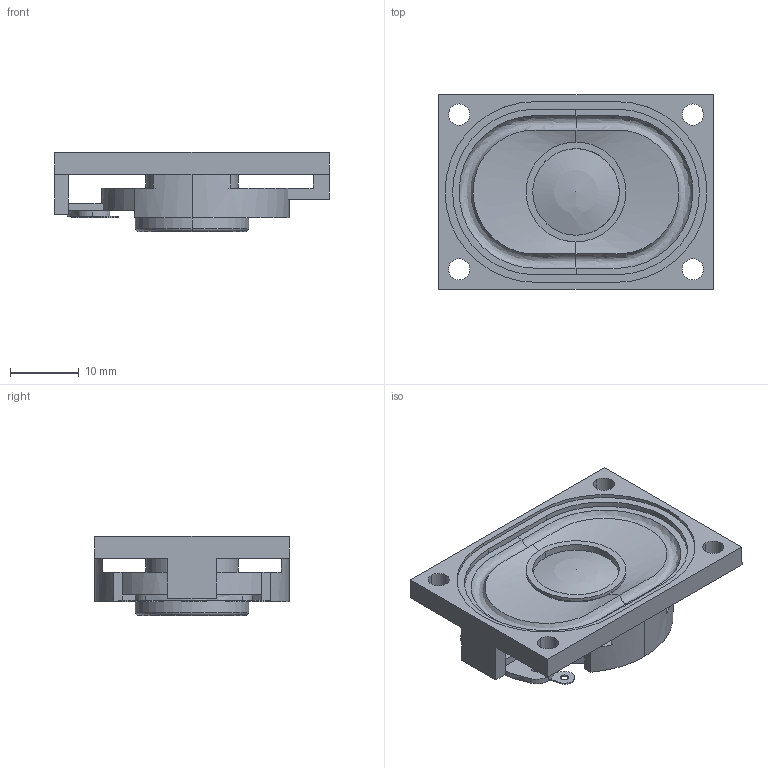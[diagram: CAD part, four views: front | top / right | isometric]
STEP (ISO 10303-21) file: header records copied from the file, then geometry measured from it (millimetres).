
FILE_DESCRIPTION (( 'STEP AP203' ), '1' );
FILE_NAME ('CUI_DEVICES_CMS-402811-28SP.step', '2020-08-25T13:10:00', ( '' ), ( '' ), 'SwSTEP 2.0', 'SolidWorks 2020', '' );
FILE_SCHEMA (( 'CONFIG_CONTROL_DESIGN' ));
Length unit declared in the file: inch
Products named in the file (1): CUI_DEVICES_CMS-402811-28SP
Bounding box: 40 x 28.3 x 11.5 mm (x, y, z)
Volume: 4884.4 mm3; surface area: 5379.6 mm2
Topology: 1 solids, 1 shells, 125 faces, 350 edges, 226 vertices
Faces by surface type: plane 60, cylinder 44, bspline 18, torus 2, sphere 1
Entity records: 20937 total; most frequent: CARTESIAN_POINT 17621, ORIENTED_EDGE 696, DIRECTION 650, EDGE_CURVE 348, AXIS2_PLACEMENT_3D 232, VERTEX_POINT 225, VECTOR 186, LINE 186
